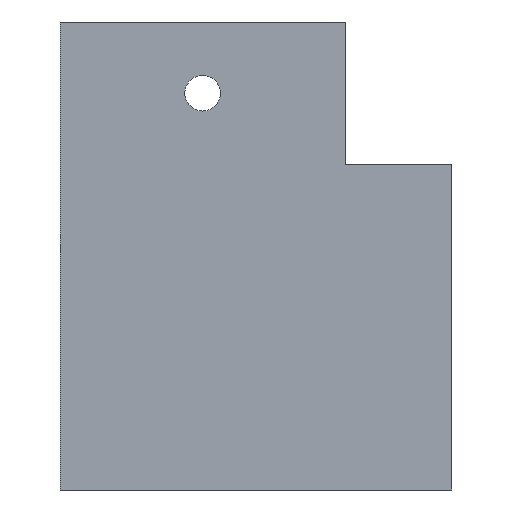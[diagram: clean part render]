
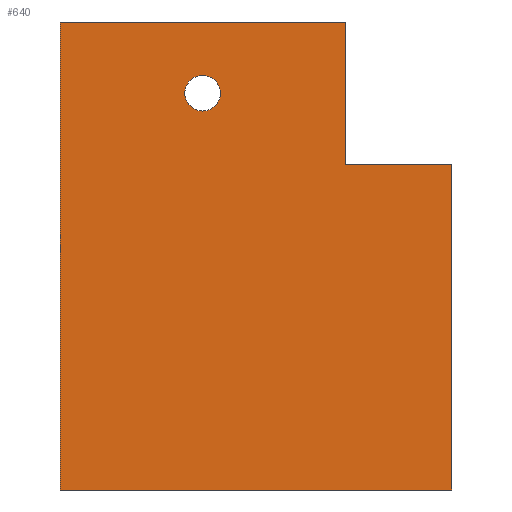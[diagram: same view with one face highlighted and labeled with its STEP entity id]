
A CAD part, front view. The second image highlights one B-rep face of the part: STEP entity #640.
In plain terms, the highlighted planar face has unit normal (0, -1, 0).
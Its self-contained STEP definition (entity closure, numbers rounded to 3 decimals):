
#32=CIRCLE('',#698,1.25);
#53=FACE_BOUND('',#132,.T.);
#86=FACE_OUTER_BOUND('',#131,.T.);
#131=EDGE_LOOP('',(#576,#577,#578,#579,#580,#581));
#132=EDGE_LOOP('',(#582));
#151=LINE('',#928,#221);
#177=LINE('',#984,#247);
#183=LINE('',#1003,#253);
#194=LINE('',#1036,#264);
#195=LINE('',#1039,#265);
#199=LINE('',#1045,#269);
#221=VECTOR('',#752,10.);
#247=VECTOR('',#806,10.);
#253=VECTOR('',#824,10.);
#264=VECTOR('',#859,10.);
#265=VECTOR('',#862,10.);
#269=VECTOR('',#868,10.);
#288=VERTEX_POINT('',#921);
#291=VERTEX_POINT('',#926);
#307=VERTEX_POINT('',#982);
#314=VERTEX_POINT('',#1001);
#318=VERTEX_POINT('',#1014);
#324=VERTEX_POINT('',#1034);
#325=VERTEX_POINT('',#1038);
#350=EDGE_CURVE('',#288,#291,#151,.T.);
#378=EDGE_CURVE('',#291,#307,#177,.T.);
#387=EDGE_CURVE('',#307,#314,#183,.T.);
#394=EDGE_CURVE('',#318,#318,#32,.T.);
#404=EDGE_CURVE('',#314,#324,#194,.T.);
#405=EDGE_CURVE('',#325,#288,#195,.T.);
#409=EDGE_CURVE('',#325,#324,#199,.T.);
#576=ORIENTED_EDGE('',*,*,#405,.T.);
#577=ORIENTED_EDGE('',*,*,#350,.T.);
#578=ORIENTED_EDGE('',*,*,#378,.T.);
#579=ORIENTED_EDGE('',*,*,#387,.T.);
#580=ORIENTED_EDGE('',*,*,#404,.T.);
#581=ORIENTED_EDGE('',*,*,#409,.F.);
#582=ORIENTED_EDGE('',*,*,#394,.T.);
#607=PLANE('',#711);
#640=ADVANCED_FACE('',(#86,#53),#607,.T.);
#698=AXIS2_PLACEMENT_3D('',#1016,#837,#838);
#711=AXIS2_PLACEMENT_3D('',#1053,#878,#879);
#752=DIRECTION('',(1.,0.,0.));
#806=DIRECTION('',(0.,0.,1.));
#824=DIRECTION('',(-1.,0.,0.));
#837=DIRECTION('center_axis',(0.,1.,0.));
#838=DIRECTION('ref_axis',(1.,0.,0.));
#859=DIRECTION('',(0.,0.,1.));
#862=DIRECTION('',(0.,0.,-1.));
#868=DIRECTION('',(1.,0.,0.));
#878=DIRECTION('center_axis',(0.,-1.,0.));
#879=DIRECTION('ref_axis',(0.,0.,-1.));
#921=CARTESIAN_POINT('',(-25.,-4.98,-11.42));
#926=CARTESIAN_POINT('',(2.5,-4.98,-11.42));
#928=CARTESIAN_POINT('',(-30.,-4.98,-11.42));
#982=CARTESIAN_POINT('',(2.5,-4.98,11.42));
#984=CARTESIAN_POINT('',(2.5,-4.98,-11.42));
#1001=CARTESIAN_POINT('',(-5.,-4.98,11.42));
#1003=CARTESIAN_POINT('',(2.5,-4.98,11.42));
#1014=CARTESIAN_POINT('',(-16.25,-4.98,16.42));
#1016=CARTESIAN_POINT('Origin',(-15.,-4.98,16.42));
#1034=CARTESIAN_POINT('',(-5.,-4.98,21.42));
#1036=CARTESIAN_POINT('',(-5.,-4.98,11.42));
#1038=CARTESIAN_POINT('',(-25.,-4.98,21.42));
#1039=CARTESIAN_POINT('',(-25.,-4.98,0.));
#1045=CARTESIAN_POINT('',(-30.,-4.98,21.42));
#1053=CARTESIAN_POINT('Origin',(-13.75,-4.98,0.));
